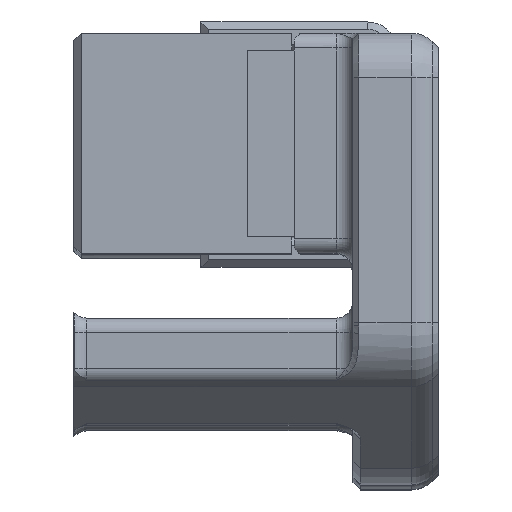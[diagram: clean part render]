
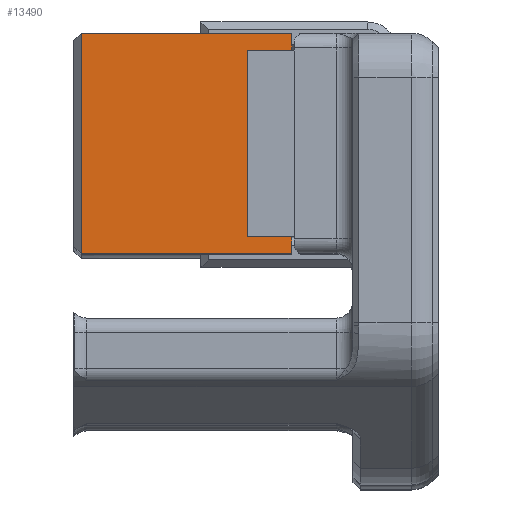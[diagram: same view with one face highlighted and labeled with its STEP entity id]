
A CAD part, top view. The second image highlights one B-rep face of the part: STEP entity #13490.
In plain terms, the highlighted planar face has unit normal (0, 0, 1).
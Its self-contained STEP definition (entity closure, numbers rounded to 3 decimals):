
#565=PLANE('',#14426);
#980=FACE_OUTER_BOUND('',#1795,.T.);
#1795=EDGE_LOOP('',(#9426,#9427,#9428,#9429,#9430,#9431,#9432,#9433));
#2649=LINE('',#20068,#3924);
#2664=LINE('',#20109,#3939);
#2675=LINE('',#20159,#3950);
#2678=LINE('',#20165,#3953);
#2681=LINE('',#20173,#3956);
#2683=LINE('',#20177,#3958);
#2684=LINE('',#20179,#3959);
#2686=LINE('',#20182,#3961);
#3924=VECTOR('',#15979,10.);
#3939=VECTOR('',#16020,10.);
#3950=VECTOR('',#16079,10.);
#3953=VECTOR('',#16084,10.);
#3956=VECTOR('',#16093,10.);
#3958=VECTOR('',#16097,10.);
#3959=VECTOR('',#16100,10.);
#3961=VECTOR('',#16104,10.);
#5813=VERTEX_POINT('',#20058);
#5817=VERTEX_POINT('',#20067);
#5830=VERTEX_POINT('',#20108);
#5843=VERTEX_POINT('',#20155);
#5845=VERTEX_POINT('',#20158);
#5847=VERTEX_POINT('',#20164);
#5849=VERTEX_POINT('',#20171);
#5850=VERTEX_POINT('',#20175);
#7157=EDGE_CURVE('',#5817,#5813,#2649,.T.);
#7178=EDGE_CURVE('',#5830,#5813,#2664,.T.);
#7201=EDGE_CURVE('',#5843,#5845,#2675,.T.);
#7204=EDGE_CURVE('',#5845,#5847,#2678,.T.);
#7209=EDGE_CURVE('',#5849,#5843,#2681,.T.);
#7211=EDGE_CURVE('',#5849,#5850,#2683,.T.);
#7212=EDGE_CURVE('',#5830,#5850,#2684,.T.);
#7214=EDGE_CURVE('',#5847,#5817,#2686,.T.);
#9426=ORIENTED_EDGE('',*,*,#7157,.F.);
#9427=ORIENTED_EDGE('',*,*,#7214,.F.);
#9428=ORIENTED_EDGE('',*,*,#7204,.F.);
#9429=ORIENTED_EDGE('',*,*,#7201,.F.);
#9430=ORIENTED_EDGE('',*,*,#7209,.F.);
#9431=ORIENTED_EDGE('',*,*,#7211,.T.);
#9432=ORIENTED_EDGE('',*,*,#7212,.F.);
#9433=ORIENTED_EDGE('',*,*,#7178,.T.);
#13490=ADVANCED_FACE('',(#980),#565,.T.);
#14426=AXIS2_PLACEMENT_3D('',#20184,#16107,#16108);
#15979=DIRECTION('',(0.,1.,0.));
#16020=DIRECTION('',(-1.,0.,0.));
#16079=DIRECTION('',(1.,0.,0.));
#16084=DIRECTION('',(0.,-1.,0.));
#16093=DIRECTION('',(0.,-1.,0.));
#16097=DIRECTION('',(1.,0.,0.));
#16100=DIRECTION('',(0.,-1.,0.));
#16104=DIRECTION('',(-1.,0.,0.));
#16107=DIRECTION('center_axis',(0.,0.,1.));
#16108=DIRECTION('ref_axis',(0.,1.,0.));
#20058=CARTESIAN_POINT('',(-11.325,7.5,100.));
#20067=CARTESIAN_POINT('',(-11.325,-7.5,100.));
#20068=CARTESIAN_POINT('',(-11.325,-3.75,100.));
#20108=CARTESIAN_POINT('',(3.,7.5,100.));
#20109=CARTESIAN_POINT('',(0.,7.5,100.));
#20155=CARTESIAN_POINT('',(0.,-6.35,100.));
#20158=CARTESIAN_POINT('',(3.,-6.35,100.));
#20159=CARTESIAN_POINT('',(0.,-6.35,100.));
#20164=CARTESIAN_POINT('',(3.,-7.5,100.));
#20165=CARTESIAN_POINT('',(3.,0.,100.));
#20171=CARTESIAN_POINT('',(0.,6.35,100.));
#20173=CARTESIAN_POINT('',(0.,0.,100.));
#20175=CARTESIAN_POINT('',(3.,6.35,100.));
#20177=CARTESIAN_POINT('',(0.,6.35,100.));
#20179=CARTESIAN_POINT('',(3.,0.,100.));
#20182=CARTESIAN_POINT('',(0.,-7.5,100.));
#20184=CARTESIAN_POINT('Origin',(0.,-7.5,100.));
